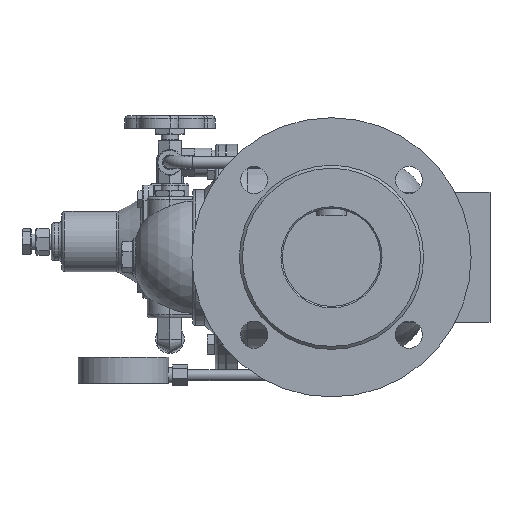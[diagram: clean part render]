
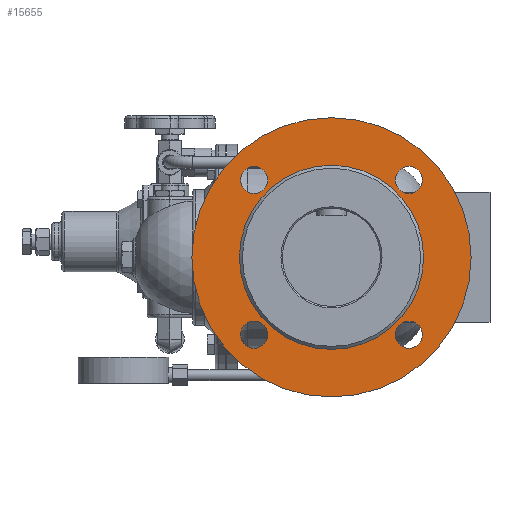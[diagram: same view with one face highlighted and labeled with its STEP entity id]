
A CAD part, left-side view. The second image highlights one B-rep face of the part: STEP entity #15655.
In plain terms, the highlighted planar face has unit normal (-1, 0, 0).
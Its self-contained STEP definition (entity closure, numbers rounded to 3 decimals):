
#583=FACE_BOUND('',#2421,.T.);
#584=FACE_BOUND('',#2422,.T.);
#585=FACE_BOUND('',#2423,.T.);
#586=FACE_BOUND('',#2424,.T.);
#587=FACE_BOUND('',#2425,.T.);
#823=PLANE('',#17113);
#1451=FACE_OUTER_BOUND('',#2420,.T.);
#2420=EDGE_LOOP('',(#11259));
#2421=EDGE_LOOP('',(#11260));
#2422=EDGE_LOOP('',(#11261));
#2423=EDGE_LOOP('',(#11262));
#2424=EDGE_LOOP('',(#11263));
#2425=EDGE_LOOP('',(#11264));
#5996=CIRCLE('',#17104,92.5);
#5997=CIRCLE('',#17106,9.);
#5998=CIRCLE('',#17108,9.);
#5999=CIRCLE('',#17110,9.);
#6000=CIRCLE('',#17112,9.);
#6001=CIRCLE('',#17114,61.);
#6825=VERTEX_POINT('',#25787);
#6826=VERTEX_POINT('',#25791);
#6827=VERTEX_POINT('',#25795);
#6828=VERTEX_POINT('',#25799);
#6829=VERTEX_POINT('',#25803);
#6830=VERTEX_POINT('',#25807);
#8453=EDGE_CURVE('',#6825,#6825,#5996,.T.);
#8455=EDGE_CURVE('',#6826,#6826,#5997,.T.);
#8457=EDGE_CURVE('',#6827,#6827,#5998,.T.);
#8459=EDGE_CURVE('',#6828,#6828,#5999,.T.);
#8461=EDGE_CURVE('',#6829,#6829,#6000,.T.);
#8463=EDGE_CURVE('',#6830,#6830,#6001,.T.);
#11259=ORIENTED_EDGE('',*,*,#8453,.F.);
#11260=ORIENTED_EDGE('',*,*,#8461,.F.);
#11261=ORIENTED_EDGE('',*,*,#8459,.F.);
#11262=ORIENTED_EDGE('',*,*,#8457,.F.);
#11263=ORIENTED_EDGE('',*,*,#8455,.F.);
#11264=ORIENTED_EDGE('',*,*,#8463,.T.);
#15655=ADVANCED_FACE('',(#1451,#583,#584,#585,#586,#587),#823,.F.);
#17104=AXIS2_PLACEMENT_3D('',#25788,#19210,#19211);
#17106=AXIS2_PLACEMENT_3D('',#25792,#19215,#19216);
#17108=AXIS2_PLACEMENT_3D('',#25796,#19220,#19221);
#17110=AXIS2_PLACEMENT_3D('',#25800,#19225,#19226);
#17112=AXIS2_PLACEMENT_3D('',#25804,#19230,#19231);
#17113=AXIS2_PLACEMENT_3D('',#25806,#19233,#19234);
#17114=AXIS2_PLACEMENT_3D('',#25808,#19235,#19236);
#19210=DIRECTION('center_axis',(1.,0.,0.));
#19211=DIRECTION('ref_axis',(0.,0.,-1.));
#19215=DIRECTION('center_axis',(-1.,0.,0.));
#19216=DIRECTION('ref_axis',(0.,0.,1.));
#19220=DIRECTION('center_axis',(-1.,0.,0.));
#19221=DIRECTION('ref_axis',(0.,0.,1.));
#19225=DIRECTION('center_axis',(-1.,0.,0.));
#19226=DIRECTION('ref_axis',(0.,0.,1.));
#19230=DIRECTION('center_axis',(-1.,0.,0.));
#19231=DIRECTION('ref_axis',(0.,0.,1.));
#19233=DIRECTION('center_axis',(1.,0.,0.));
#19234=DIRECTION('ref_axis',(0.,0.,-1.));
#19235=DIRECTION('center_axis',(1.,0.,0.));
#19236=DIRECTION('ref_axis',(0.,0.,1.));
#25787=CARTESIAN_POINT('',(-103.,0.,92.5));
#25788=CARTESIAN_POINT('Origin',(-103.,0.,0.));
#25791=CARTESIAN_POINT('',(-103.,51.265,-60.265));
#25792=CARTESIAN_POINT('Origin',(-103.,51.265,-51.265));
#25795=CARTESIAN_POINT('',(-103.,51.265,42.265));
#25796=CARTESIAN_POINT('Origin',(-103.,51.265,51.265));
#25799=CARTESIAN_POINT('',(-103.,-51.265,42.265));
#25800=CARTESIAN_POINT('Origin',(-103.,-51.265,51.265));
#25803=CARTESIAN_POINT('',(-103.,-51.265,-60.265));
#25804=CARTESIAN_POINT('Origin',(-103.,-51.265,-51.265));
#25806=CARTESIAN_POINT('Origin',(-103.,0.,0.));
#25807=CARTESIAN_POINT('',(-103.,0.,-61.));
#25808=CARTESIAN_POINT('Origin',(-103.,0.,0.));
